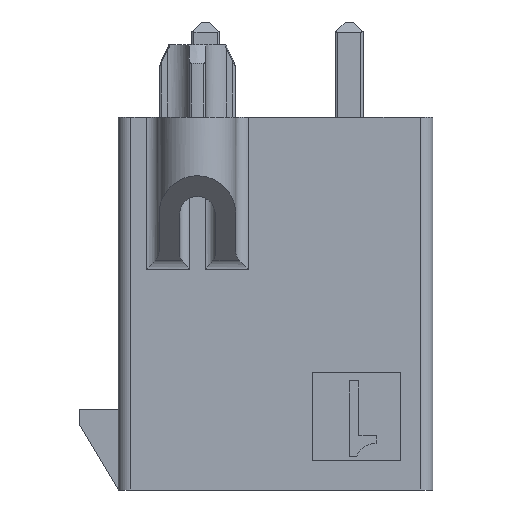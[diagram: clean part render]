
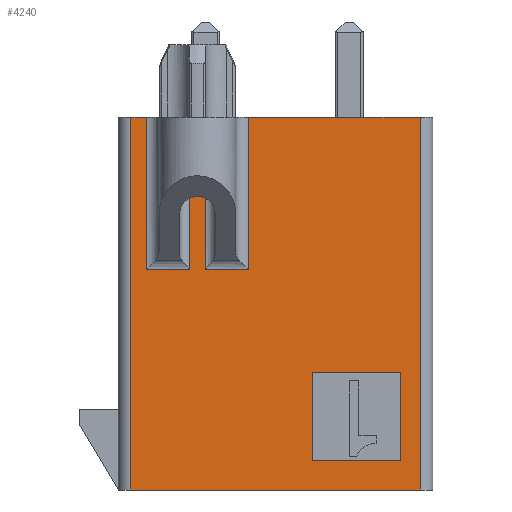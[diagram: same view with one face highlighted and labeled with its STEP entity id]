
A CAD part, left-side view. The second image highlights one B-rep face of the part: STEP entity #4240.
In plain terms, the highlighted planar face has unit normal (-1, 0, 0).
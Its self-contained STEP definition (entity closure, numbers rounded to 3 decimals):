
#235=DIRECTION('',(0.,-1.,0.));
#236=VECTOR('',#235,11.484);
#237=CARTESIAN_POINT('',(-25.548,8.2,-2.146));
#238=LINE('',#237,#236);
#239=DIRECTION('',(0.,1.,0.));
#240=VECTOR('',#239,0.605);
#241=CARTESIAN_POINT('',(-25.548,5.256,11.594));
#242=LINE('',#241,#240);
#243=DIRECTION('',(0.,0.,-1.));
#244=VECTOR('',#243,3.5);
#245=CARTESIAN_POINT('',(-25.548,-2.512,2.514));
#246=LINE('',#245,#244);
#247=DIRECTION('',(0.,-1.,0.));
#248=VECTOR('',#247,3.5);
#249=CARTESIAN_POINT('',(-25.548,0.988,2.514));
#250=LINE('',#249,#248);
#251=DIRECTION('',(0.,0.,1.));
#252=VECTOR('',#251,3.5);
#253=CARTESIAN_POINT('',(-25.548,0.988,
-0.986));
#254=LINE('',#253,#252);
#255=DIRECTION('',(0.,1.,0.));
#256=VECTOR('',#255,3.5);
#257=CARTESIAN_POINT('',(-25.548,-2.512,
-0.986));
#258=LINE('',#257,#256);
#263=DIRECTION('',(0.,0.,1.));
#264=VECTOR('',#263,6.051);
#265=CARTESIAN_POINT('',(-25.548,3.534,6.603));
#266=LINE('',#265,#264);
#272=CARTESIAN_POINT('',(-25.548,3.534,6.603));
#302=DIRECTION('',(0.,-1.,0.));
#303=VECTOR('',#302,1.722);
#304=CARTESIAN_POINT('',(-25.548,5.256,6.603));
#305=LINE('',#304,#303);
#310=DIRECTION('',(0.,0.,-1.));
#311=VECTOR('',#310,4.991);
#312=CARTESIAN_POINT('',(-25.548,5.256,11.594));
#313=LINE('',#312,#311);
#323=CARTESIAN_POINT('',(-25.548,5.256,6.603));
#353=DIRECTION('',(0.,0.,1.));
#354=VECTOR('',#353,4.991);
#355=CARTESIAN_POINT('',(-25.548,5.861,6.603));
#356=LINE('',#355,#354);
#362=CARTESIAN_POINT('',(-25.548,5.861,6.603));
#403=DIRECTION('',(0.,-1.,0.));
#404=VECTOR('',#403,1.722);
#405=CARTESIAN_POINT('',(-25.548,7.584,6.603));
#406=LINE('',#405,#404);
#411=DIRECTION('',(0.,0.,-1.));
#412=VECTOR('',#411,6.051);
#413=CARTESIAN_POINT('',(-25.548,7.584,12.654));
#414=LINE('',#413,#412);
#425=CARTESIAN_POINT('',(-25.548,7.584,6.603));
#498=DIRECTION('',(0.,-1.,0.));
#499=VECTOR('',#498,0.616);
#500=CARTESIAN_POINT('',(-25.548,8.2,12.654));
#501=LINE('',#500,#499);
#608=DIRECTION('',(0.,-1.,0.));
#609=VECTOR('',#608,6.818);
#610=CARTESIAN_POINT('',(-25.548,3.534,12.654));
#611=LINE('',#610,#609);
#1136=DIRECTION('',(0.,0.,1.));
#1137=VECTOR('',#1136,14.8);
#1138=CARTESIAN_POINT('',(-25.548,8.2,
-2.146));
#1139=LINE('',#1138,#1137);
#1836=DIRECTION('',(0.,0.,-1.));
#1837=VECTOR('',#1836,14.8);
#1838=CARTESIAN_POINT('',(-25.548,-3.284,
12.654));
#1839=LINE('',#1838,#1837);
#3236=CARTESIAN_POINT('',(-25.548,-2.512,
2.514));
#3238=VERTEX_POINT('',#3236);
#3242=CARTESIAN_POINT('',(-25.548,0.988,
2.514));
#3243=VERTEX_POINT('',#3242);
#3421=CARTESIAN_POINT('',(-25.548,-3.284,
12.654));
#3423=VERTEX_POINT('',#3421);
#3427=CARTESIAN_POINT('',(-25.548,-3.284,
-2.146));
#3428=VERTEX_POINT('',#3427);
#3494=CARTESIAN_POINT('',(-25.548,-2.512,
-0.986));
#3496=VERTEX_POINT('',#3494);
#3811=CARTESIAN_POINT('',(-25.548,8.2,
-2.146));
#3812=VERTEX_POINT('',#3811);
#3813=CARTESIAN_POINT('',(-25.548,8.2,12.654));
#3814=VERTEX_POINT('',#3813);
#3838=VERTEX_POINT('',#323);
#3842=VERTEX_POINT('',#272);
#3921=CARTESIAN_POINT('',(-25.548,7.584,12.654));
#3922=VERTEX_POINT('',#3921);
#3925=CARTESIAN_POINT('',(-25.548,3.534,12.654));
#3926=VERTEX_POINT('',#3925);
#3935=VERTEX_POINT('',#425);
#3939=VERTEX_POINT('',#362);
#3946=CARTESIAN_POINT('',(-25.548,5.861,11.594));
#3948=VERTEX_POINT('',#3946);
#3955=CARTESIAN_POINT('',(-25.548,5.256,11.594));
#3956=VERTEX_POINT('',#3955);
#3972=CARTESIAN_POINT('',(-25.548,0.988,
-0.986));
#3973=VERTEX_POINT('',#3972);
#4200=CARTESIAN_POINT('',(-25.548,-3.281,
-17.37));
#4201=DIRECTION('',(1.,0.,0.));
#4202=DIRECTION('',(0.,1.,0.));
#4203=AXIS2_PLACEMENT_3D('',#4200,#4201,#4202);
#4204=PLANE('',#4203);
#4206=ORIENTED_EDGE('',*,*,#4205,.T.);
#4208=ORIENTED_EDGE('',*,*,#4207,.T.);
#4210=ORIENTED_EDGE('',*,*,#4209,.T.);
#4211=ORIENTED_EDGE('',*,*,#4079,.F.);
#4213=ORIENTED_EDGE('',*,*,#4212,.T.);
#4215=ORIENTED_EDGE('',*,*,#4214,.T.);
#4217=ORIENTED_EDGE('',*,*,#4216,.T.);
#4219=ORIENTED_EDGE('',*,*,#4218,.T.);
#4221=ORIENTED_EDGE('',*,*,#4220,.T.);
#4223=ORIENTED_EDGE('',*,*,#4222,.F.);
#4225=ORIENTED_EDGE('',*,*,#4224,.T.);
#4227=ORIENTED_EDGE('',*,*,#4226,.T.);
#4228=EDGE_LOOP('',(#4206,#4208,#4210,#4211,#4213,#4215,#4217,#4219,#4221,#4223,
#4225,#4227));
#4229=FACE_OUTER_BOUND('',#4228,.F.);
#4231=ORIENTED_EDGE('',*,*,#4230,.F.);
#4233=ORIENTED_EDGE('',*,*,#4232,.F.);
#4235=ORIENTED_EDGE('',*,*,#4234,.F.);
#4237=ORIENTED_EDGE('',*,*,#4236,.F.);
#4238=EDGE_LOOP('',(#4231,#4233,#4235,#4237));
#4239=FACE_BOUND('',#4238,.F.);
#4240=ADVANCED_FACE('',(#4229,#4239),#4204,.F.);
#4079=EDGE_CURVE('',#3812,#3428,#238,.T.);
#4205=EDGE_CURVE('',#3842,#3926,#266,.T.);
#4207=EDGE_CURVE('',#3926,#3423,#611,.T.);
#4209=EDGE_CURVE('',#3423,#3428,#1839,.T.);
#4212=EDGE_CURVE('',#3812,#3814,#1139,.T.);
#4214=EDGE_CURVE('',#3814,#3922,#501,.T.);
#4216=EDGE_CURVE('',#3922,#3935,#414,.T.);
#4218=EDGE_CURVE('',#3935,#3939,#406,.T.);
#4220=EDGE_CURVE('',#3939,#3948,#356,.T.);
#4222=EDGE_CURVE('',#3956,#3948,#242,.T.);
#4224=EDGE_CURVE('',#3956,#3838,#313,.T.);
#4226=EDGE_CURVE('',#3838,#3842,#305,.T.);
#4230=EDGE_CURVE('',#3238,#3496,#246,.T.);
#4232=EDGE_CURVE('',#3243,#3238,#250,.T.);
#4234=EDGE_CURVE('',#3973,#3243,#254,.T.);
#4236=EDGE_CURVE('',#3496,#3973,#258,.T.);
